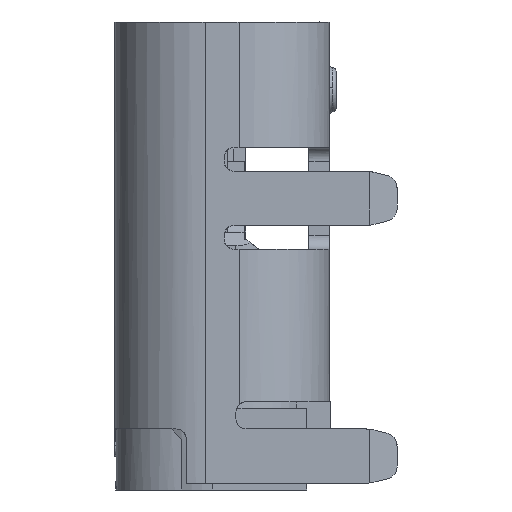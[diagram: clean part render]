
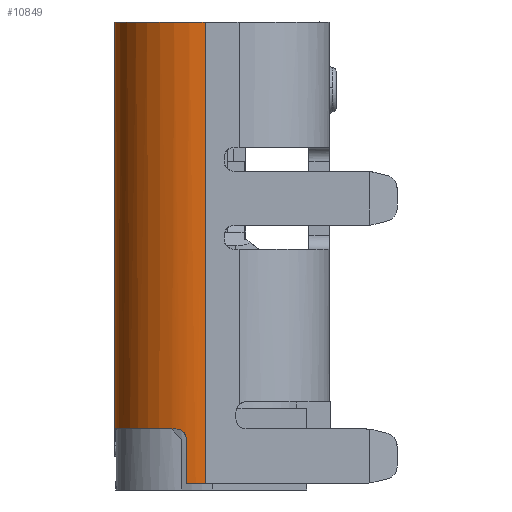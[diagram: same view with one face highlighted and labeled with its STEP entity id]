
A CAD part, left-side view. The second image highlights one B-rep face of the part: STEP entity #10849.
In plain terms, the highlighted cylindrical face has radius 1.33 mm (diameter 2.66 mm), a partial arc.
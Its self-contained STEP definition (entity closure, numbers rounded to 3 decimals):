
#49 = ORIENTED_EDGE ( 'NONE', *, *, #16039, .T. ) ;
#289 = CARTESIAN_POINT ( 'NONE',  ( -4.44, 0.531, -1.331 ) ) ;
#362 = CARTESIAN_POINT ( 'NONE',  ( -3.14, 0.25, 4.8 ) ) ;
#477 = EDGE_CURVE ( 'NONE', #16206, #8441, #1654, .T. ) ;
#754 = CARTESIAN_POINT ( 'NONE',  ( -3.242, 1.576, -1.2 ) ) ;
#1009 = EDGE_LOOP ( 'NONE', ( #17412, #29356, #25435, #49, #17903, #10871, #6830, #9356, #26135, #5223 ) ) ;
#1308 = DIRECTION ( 'NONE',  ( -1., 0., 0. ) ) ;
#1580 = CARTESIAN_POINT ( 'NONE',  ( -4.47, 0.25, 4.8 ) ) ;
#1654 = LINE ( 'NONE', #15441, #20355 ) ;
#2026 = CARTESIAN_POINT ( 'NONE',  ( -4.399, 0.68, -1.2 ) ) ;
#2421 = CARTESIAN_POINT ( 'NONE',  ( -4.44, 0.53, -1.34 ) ) ;
#2511 = CARTESIAN_POINT ( 'NONE',  ( -4.47, 0.25, 4.8 ) ) ;
#2718 = CARTESIAN_POINT ( 'NONE',  ( -4.431, 0.571, -1.246 ) ) ;
#2756 = CARTESIAN_POINT ( 'NONE',  ( -4.44, 0.53, -2. ) ) ;
#2997 = CARTESIAN_POINT ( 'NONE',  ( -3.14, 1.58, -1.248 ) ) ;
#3029 = CARTESIAN_POINT ( 'NONE',  ( -3.227, 1.577, -1.202 ) ) ;
#3775 = AXIS2_PLACEMENT_3D ( 'NONE', #22453, #7988, #1308 ) ;
#3795 = LINE ( 'NONE', #8806, #26722 ) ;
#5020 = CARTESIAN_POINT ( 'NONE',  ( -4.404, 0.663, -1.2 ) ) ;
#5223 = ORIENTED_EDGE ( 'NONE', *, *, #17892, .F. ) ;
#5326 = CARTESIAN_POINT ( 'NONE',  ( -3.18, 1.579, -1.217 ) ) ;
#5915 = DIRECTION ( 'NONE',  ( 0., 0., -1. ) ) ;
#6076 = B_SPLINE_CURVE_WITH_KNOTS ( 'NONE', 3,
 ( #19124, #16819, #26151, #5326, #14546, #23879, #3029, #21575, #754, #9996 ),
 .UNSPECIFIED., .F., .F.,
 ( 4, 3, 3, 4 ),
 ( 0., 0., 0., 0. ),
 .UNSPECIFIED. ) ;
#6776 = CIRCLE ( 'NONE', #29097, 1.33 ) ;
#6830 = ORIENTED_EDGE ( 'NONE', *, *, #477, .T. ) ;
#6885 = DIRECTION ( 'NONE',  ( 0., 0., 1. ) ) ;
#6894 = VERTEX_POINT ( 'NONE', #26345 ) ;
#7002 = CIRCLE ( 'NONE', #12807, 1.33 ) ;
#7126 = CARTESIAN_POINT ( 'NONE',  ( -4.41, 0.646, -1.203 ) ) ;
#7276 = VERTEX_POINT ( 'NONE', #19881 ) ;
#7437 = CARTESIAN_POINT ( 'NONE',  ( -4.434, 0.559, -1.259 ) ) ;
#7940 = EDGE_CURVE ( 'NONE', #12017, #8441, #22619, .T. ) ;
#7988 = DIRECTION ( 'NONE',  ( 0., 0., -1. ) ) ;
#8282 = FACE_OUTER_BOUND ( 'NONE', #1009, .T. ) ;
#8441 = VERTEX_POINT ( 'NONE', #23715 ) ;
#8691 = CARTESIAN_POINT ( 'NONE',  ( -3.25, 1.575, -1.2 ) ) ;
#8806 = CARTESIAN_POINT ( 'NONE',  ( -3.14, 1.58, 1.9 ) ) ;
#8903 = DIRECTION ( 'NONE',  ( 0., 0., 1. ) ) ;
#9048 = VERTEX_POINT ( 'NONE', #2511 ) ;
#9237 = B_SPLINE_CURVE_WITH_KNOTS ( 'NONE', 3,
 ( #11817, #5020, #7126, #21270, #21119, #30095, #23563, #2718, #7437, #11964, #18528, #27824, #14538, #289, #2421, #16679 ),
 .UNSPECIFIED., .F., .F.,
 ( 4, 3, 3, 3, 3, 4 ),
 ( 0., 0., 0., 0., 0., 0. ),
 .UNSPECIFIED. ) ;
#9356 = ORIENTED_EDGE ( 'NONE', *, *, #7940, .F. ) ;
#9938 = VERTEX_POINT ( 'NONE', #20749 ) ;
#9996 = CARTESIAN_POINT ( 'NONE',  ( -3.25, 1.575, -1.2 ) ) ;
#10768 = DIRECTION ( 'NONE',  ( 0., 0., 1. ) ) ;
#10849 = ADVANCED_FACE ( 'NONE', ( #8282 ), #26413, .T. ) ;
#10871 = ORIENTED_EDGE ( 'NONE', *, *, #24971, .T. ) ;
#11170 = CARTESIAN_POINT ( 'NONE',  ( -3.14, 0.25, -1.2 ) ) ;
#11817 = CARTESIAN_POINT ( 'NONE',  ( -4.399, 0.68, -1.2 ) ) ;
#11964 = CARTESIAN_POINT ( 'NONE',  ( -4.436, 0.551, -1.274 ) ) ;
#12017 = VERTEX_POINT ( 'NONE', #16845 ) ;
#12543 = EDGE_CURVE ( 'NONE', #23333, #9938, #22037, .T. ) ;
#12566 = DIRECTION ( 'NONE',  ( -1., 0., 0. ) ) ;
#12807 = AXIS2_PLACEMENT_3D ( 'NONE', #21570, #18976, #12566 ) ;
#13231 = LINE ( 'NONE', #1580, #14949 ) ;
#13367 = EDGE_CURVE ( 'NONE', #7276, #26949, #7002, .T. ) ;
#14538 = CARTESIAN_POINT ( 'NONE',  ( -4.44, 0.533, -1.321 ) ) ;
#14546 = CARTESIAN_POINT ( 'NONE',  ( -3.195, 1.579, -1.21 ) ) ;
#14949 = VECTOR ( 'NONE', #20246, 1000. ) ;
#15441 = CARTESIAN_POINT ( 'NONE',  ( -4.44, 0.53, 4.8 ) ) ;
#16039 = EDGE_CURVE ( 'NONE', #9938, #7276, #6776, .T. ) ;
#16127 = DIRECTION ( 'NONE',  ( -1., 0., 0. ) ) ;
#16206 = VERTEX_POINT ( 'NONE', #22634 ) ;
#16265 = CARTESIAN_POINT ( 'NONE',  ( -4.46, 0.438, -2. ) ) ;
#16668 = AXIS2_PLACEMENT_3D ( 'NONE', #11170, #8903, #27630 ) ;
#16679 = CARTESIAN_POINT ( 'NONE',  ( -4.44, 0.53, -1.35 ) ) ;
#16819 = CARTESIAN_POINT ( 'NONE',  ( -3.151, 1.58, -1.236 ) ) ;
#16845 = CARTESIAN_POINT ( 'NONE',  ( -4.47, 0.25, -2. ) ) ;
#17412 = ORIENTED_EDGE ( 'NONE', *, *, #27344, .F. ) ;
#17892 = EDGE_CURVE ( 'NONE', #6894, #9048, #27662, .T. ) ;
#17903 = ORIENTED_EDGE ( 'NONE', *, *, #13367, .T. ) ;
#18446 = DIRECTION ( 'NONE',  ( -1., 0., 0. ) ) ;
#18528 = CARTESIAN_POINT ( 'NONE',  ( -4.438, 0.542, -1.289 ) ) ;
#18976 = DIRECTION ( 'NONE',  ( 0., 0., 1. ) ) ;
#19124 = CARTESIAN_POINT ( 'NONE',  ( -3.14, 1.58, -1.248 ) ) ;
#19799 = EDGE_CURVE ( 'NONE', #26318, #23333, #6076, .T. ) ;
#19881 = CARTESIAN_POINT ( 'NONE',  ( -4.374, 0.745, -1.2 ) ) ;
#20246 = DIRECTION ( 'NONE',  ( 0., 0., 1. ) ) ;
#20355 = VECTOR ( 'NONE', #5915, 1000. ) ;
#20749 = CARTESIAN_POINT ( 'NONE',  ( -3.515, 1.526, -1.2 ) ) ;
#20835 = AXIS2_PLACEMENT_3D ( 'NONE', #362, #23340, #18446 ) ;
#21119 = CARTESIAN_POINT ( 'NONE',  ( -4.42, 0.613, -1.215 ) ) ;
#21270 = CARTESIAN_POINT ( 'NONE',  ( -4.415, 0.629, -1.209 ) ) ;
#21570 = CARTESIAN_POINT ( 'NONE',  ( -3.14, 0.25, -1.2 ) ) ;
#21575 = CARTESIAN_POINT ( 'NONE',  ( -3.235, 1.577, -1.201 ) ) ;
#22037 = CIRCLE ( 'NONE', #16668, 1.33 ) ;
#22453 = CARTESIAN_POINT ( 'NONE',  ( -3.14, 0.25, 4.8 ) ) ;
#22619 = B_SPLINE_CURVE_WITH_KNOTS ( 'NONE', 3,
 ( #23148, #25751, #16265, #2756 ),
 .UNSPECIFIED., .F., .F.,
 ( 4, 4 ),
 ( 0., 1. ),
 .UNSPECIFIED. ) ;
#22634 = CARTESIAN_POINT ( 'NONE',  ( -4.44, 0.53, -1.35 ) ) ;
#23148 = CARTESIAN_POINT ( 'NONE',  ( -4.47, 0.25, -2. ) ) ;
#23333 = VERTEX_POINT ( 'NONE', #8691 ) ;
#23340 = DIRECTION ( 'NONE',  ( 0., 0., 1. ) ) ;
#23563 = CARTESIAN_POINT ( 'NONE',  ( -4.427, 0.584, -1.235 ) ) ;
#23715 = CARTESIAN_POINT ( 'NONE',  ( -4.44, 0.53, -2. ) ) ;
#23879 = CARTESIAN_POINT ( 'NONE',  ( -3.211, 1.578, -1.204 ) ) ;
#24416 = EDGE_CURVE ( 'NONE', #12017, #9048, #13231, .T. ) ;
#24971 = EDGE_CURVE ( 'NONE', #26949, #16206, #9237, .T. ) ;
#25435 = ORIENTED_EDGE ( 'NONE', *, *, #12543, .T. ) ;
#25751 = CARTESIAN_POINT ( 'NONE',  ( -4.47, 0.344, -2. ) ) ;
#26135 = ORIENTED_EDGE ( 'NONE', *, *, #24416, .T. ) ;
#26151 = CARTESIAN_POINT ( 'NONE',  ( -3.165, 1.58, -1.225 ) ) ;
#26318 = VERTEX_POINT ( 'NONE', #2997 ) ;
#26345 = CARTESIAN_POINT ( 'NONE',  ( -3.14, 1.58, 4.8 ) ) ;
#26413 = CYLINDRICAL_SURFACE ( 'NONE', #3775, 1.33 ) ;
#26722 = VECTOR ( 'NONE', #10768, 1000. ) ;
#26949 = VERTEX_POINT ( 'NONE', #2026 ) ;
#27344 = EDGE_CURVE ( 'NONE', #26318, #6894, #3795, .T. ) ;
#27630 = DIRECTION ( 'NONE',  ( -1., 0., 0. ) ) ;
#27662 = CIRCLE ( 'NONE', #20835, 1.33 ) ;
#27728 = CARTESIAN_POINT ( 'NONE',  ( -3.14, 0.25, -1.2 ) ) ;
#27824 = CARTESIAN_POINT ( 'NONE',  ( -4.439, 0.536, -1.305 ) ) ;
#29097 = AXIS2_PLACEMENT_3D ( 'NONE', #27728, #6885, #16127 ) ;
#29356 = ORIENTED_EDGE ( 'NONE', *, *, #19799, .T. ) ;
#30095 = CARTESIAN_POINT ( 'NONE',  ( -4.424, 0.597, -1.224 ) ) ;
